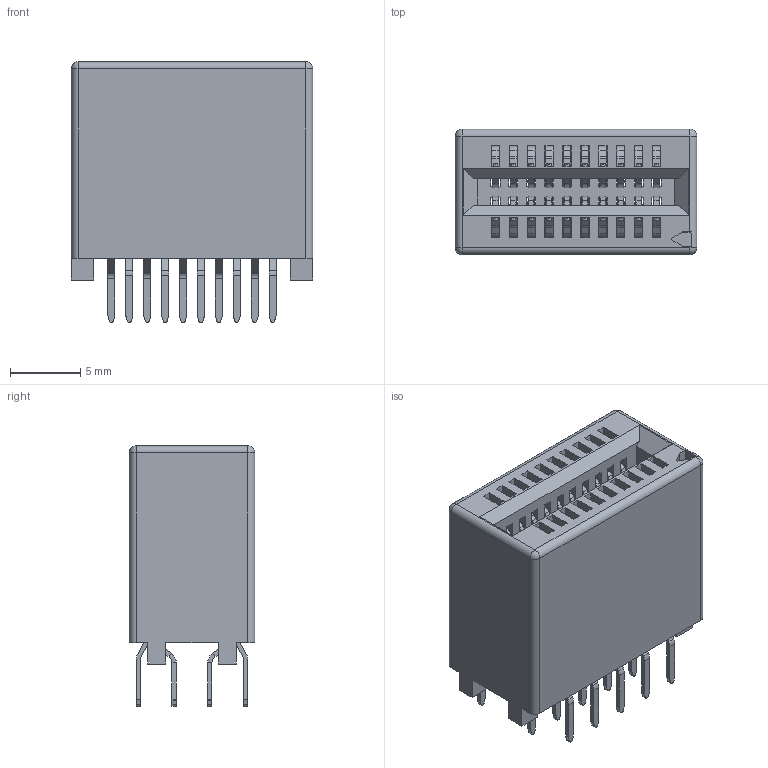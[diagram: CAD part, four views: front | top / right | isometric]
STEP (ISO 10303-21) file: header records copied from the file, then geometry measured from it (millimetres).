
FILE_DESCRIPTION(/* description */ (''),/* implementation_level */ '2;1');
FILE_NAME(/* name */ '121-020-20-xx.stp',/* time_stamp */ '2025-10-09T08:44:17+02:00',/* author */ ('andreas.larin'),/* organization */ (''),/* preprocessor_version */ 'ST-DEVELOPER v20',/* originating_system */ 'Autodesk Inventor 2025',/* authorisation */ '');
FILE_SCHEMA (('AUTOMOTIVE_DESIGN { 1 0 10303 214 3 1 1 }'));
Products named in the file (1): 121-020-20-xx
Bounding box: 17.15 x 8.9 x 18.49 mm (x, y, z)
Volume: 1511.3 mm3; surface area: 3438.4 mm2
Topology: 1 solids, 1 shells, 3255 faces, 8605 edges, 5110 vertices
Faces by surface type: plane 2543, cylinder 588, bspline 120, sphere 4
Entity records: 102229 total; most frequent: CARTESIAN_POINT 22287, ORIENTED_EDGE 17202, DIRECTION 15731, EDGE_CURVE 8601, LINE 7423, VECTOR 7423, VERTEX_POINT 5110, AXIS2_PLACEMENT_3D 4154
